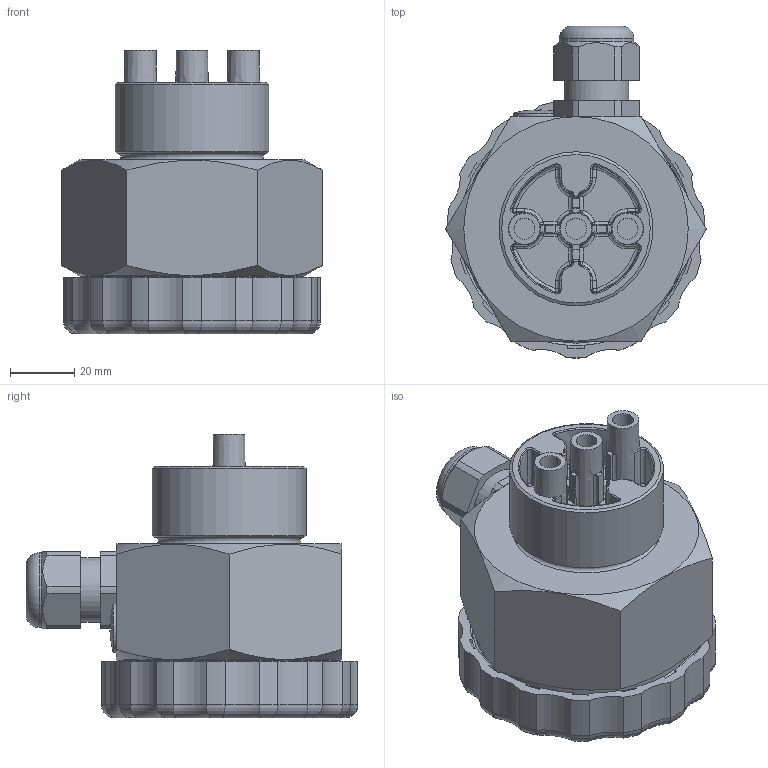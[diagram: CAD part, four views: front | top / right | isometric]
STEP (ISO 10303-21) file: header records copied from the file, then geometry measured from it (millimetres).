
FILE_DESCRIPTION(/* description */ (''),/* implementation_level */ '2;1');
FILE_NAME(/* name */ 'CLH3.stp',/* time_stamp */ '2020-08-07T11:21:41+02:00',/* author */ ('TVB'),/* organization */ (''),/* preprocessor_version */ 'ST-DEVELOPER v18',/* originating_system */ 'Autodesk Inventor 2020',/* authorisation */ '');
FILE_SCHEMA (('AUTOMOTIVE_DESIGN { 1 0 10303 214 3 1 1 }'));
Length unit declared in the file: millimetre
Products named in the file (1): CLH3
Bounding box: 80.83 x 102.99 x 88 mm (x, y, z)
Volume: 270778 mm3; surface area: 38566.8 mm2
Topology: 1 solids, 1 shells, 431 faces, 1058 edges, 622 vertices
Faces by surface type: plane 146, cylinder 105, torus 67, bspline 58, sphere 33, cone 22
Full cylindrical faces by diameter (mm): 6.5 x3, 13 x1, 15 x1, 20 x1, 23.2 x1, 47.8 x1, 65 x1, 69.4 x1
Entity records: 16014 total; most frequent: CARTESIAN_POINT 5965, ORIENTED_EDGE 2068, DIRECTION 2062, EDGE_CURVE 1034, AXIS2_PLACEMENT_3D 834, VERTEX_POINT 622, CIRCLE 456, EDGE_LOOP 448
